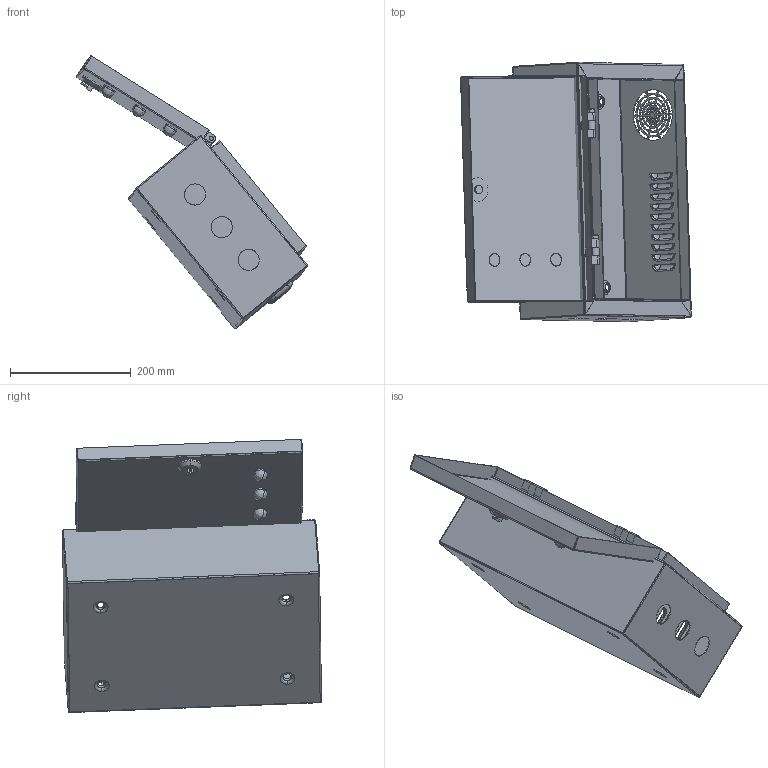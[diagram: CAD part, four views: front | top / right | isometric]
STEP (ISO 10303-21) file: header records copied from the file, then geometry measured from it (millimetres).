
FILE_DESCRIPTION(('FreeCAD Model'),'2;1');
FILE_NAME('Open CASCADE Shape Model','2025-05-05T07:41:37',('FreeCAD'),( 'FreeCAD'),'Open CASCADE STEP processor 7.6','FreeCAD','Unknown');
FILE_SCHEMA(('AUTOMOTIVE_DESIGN { 1 0 10303 214 1 1 1 1 }'));
Length unit declared in the file: millimetre
Products named in the file (1): Open CASCADE STEP translator 7.6 1
Bounding box: 383.29 x 430.01 x 453.43 mm (x, y, z)
Volume: 714582 mm3; surface area: 980285.7 mm2
Topology: 11 solids, 11 shells, 623 faces, 1601 edges, 998 vertices
Faces by surface type: bspline 623
Entity records: 21540 total; most frequent: CARTESIAN_POINT 12060, ORIENTED_EDGE 3190, EDGE_CURVE 1595, B_SPLINE_CURVE_WITH_KNOTS 1108, VERTEX_POINT 998, FACE_BOUND 781, EDGE_LOOP 781, ADVANCED_FACE 623
